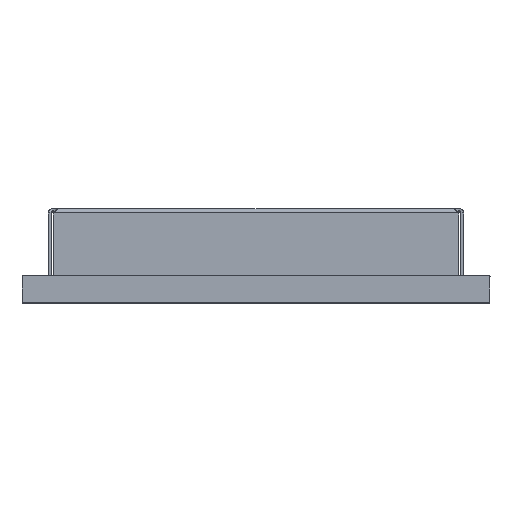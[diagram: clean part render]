
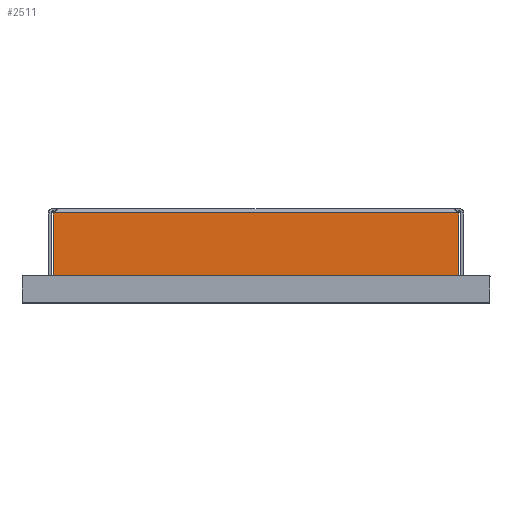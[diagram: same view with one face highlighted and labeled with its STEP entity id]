
A CAD part, top view. The second image highlights one B-rep face of the part: STEP entity #2511.
In plain terms, the highlighted planar face has unit normal (0, 0, 1).
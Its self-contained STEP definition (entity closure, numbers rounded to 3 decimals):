
#925 = DIRECTION ( 'NONE',  ( -1., 0., 0. ) ) ;
#1149 = LINE ( 'NONE', #4207, #3394 ) ;
#2085 = DIRECTION ( 'NONE',  ( 0., 1., 0. ) ) ;
#2425 = VECTOR ( 'NONE', #925, 1000. ) ;
#2511 = ADVANCED_FACE ( 'NONE', ( #6559 ), #9477, .T. ) ;
#2937 = VECTOR ( 'NONE', #8827, 1000. ) ;
#3394 = VECTOR ( 'NONE', #2085, 1000. ) ;
#4155 = VERTEX_POINT ( 'NONE', #6529 ) ;
#4207 = CARTESIAN_POINT ( 'NONE',  ( -6.929, 3.1, 11.6 ) ) ;
#4287 = CARTESIAN_POINT ( 'NONE',  ( 0., 0., 11.6 ) ) ;
#4646 = ORIENTED_EDGE ( 'NONE', *, *, #7061, .F. ) ;
#5044 = ORIENTED_EDGE ( 'NONE', *, *, #13096, .F. ) ;
#5479 = ORIENTED_EDGE ( 'NONE', *, *, #10568, .T. ) ;
#5584 = ORIENTED_EDGE ( 'NONE', *, *, #9052, .T. ) ;
#5748 = CARTESIAN_POINT ( 'NONE',  ( 0., 3.05, 11.6 ) ) ;
#5790 = EDGE_LOOP ( 'NONE', ( #5584, #5044, #4646, #5479 ) ) ;
#6229 = VECTOR ( 'NONE', #7782, 1000. ) ;
#6529 = CARTESIAN_POINT ( 'NONE',  ( -6.929, 0.9, 11.6 ) ) ;
#6559 = FACE_OUTER_BOUND ( 'NONE', #5790, .T. ) ;
#7061 = EDGE_CURVE ( 'NONE', #12411, #4155, #8595, .T. ) ;
#7418 = DIRECTION ( 'NONE',  ( 0., -1., 0. ) ) ;
#7782 = DIRECTION ( 'NONE',  ( -1., 0., 0. ) ) ;
#8595 = LINE ( 'NONE', #9300, #2425 ) ;
#8827 = DIRECTION ( 'NONE',  ( 0., 1., 0. ) ) ;
#9008 = LINE ( 'NONE', #5748, #6229 ) ;
#9052 = EDGE_CURVE ( 'NONE', #10945, #11758, #9008, .T. ) ;
#9128 = LINE ( 'NONE', #10768, #2937 ) ;
#9180 = CARTESIAN_POINT ( 'NONE',  ( 6.929, 0.9, 11.6 ) ) ;
#9300 = CARTESIAN_POINT ( 'NONE',  ( -7.1, 0.9, 11.6 ) ) ;
#9477 = PLANE ( 'NONE',  #11342 ) ;
#10568 = EDGE_CURVE ( 'NONE', #12411, #10945, #9128, .T. ) ;
#10768 = CARTESIAN_POINT ( 'NONE',  ( 6.929, 0., 11.6 ) ) ;
#10945 = VERTEX_POINT ( 'NONE', #11522 ) ;
#11132 = CARTESIAN_POINT ( 'NONE',  ( -6.929, 3.05, 11.6 ) ) ;
#11342 = AXIS2_PLACEMENT_3D ( 'NONE', #4287, #11535, #7418 ) ;
#11522 = CARTESIAN_POINT ( 'NONE',  ( 6.929, 3.05, 11.6 ) ) ;
#11535 = DIRECTION ( 'NONE',  ( 0., 0., 1. ) ) ;
#11758 = VERTEX_POINT ( 'NONE', #11132 ) ;
#12411 = VERTEX_POINT ( 'NONE', #9180 ) ;
#13096 = EDGE_CURVE ( 'NONE', #4155, #11758, #1149, .T. ) ;
